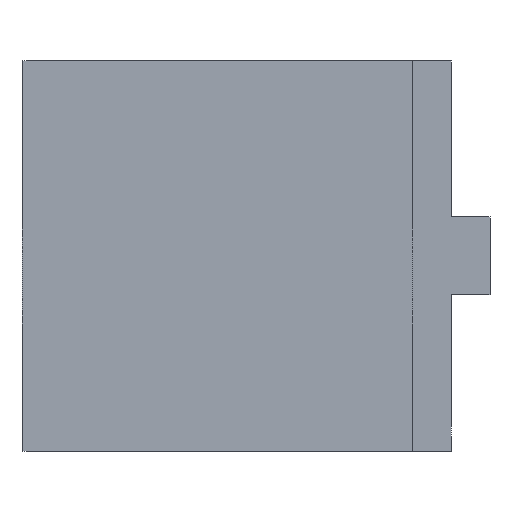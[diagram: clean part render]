
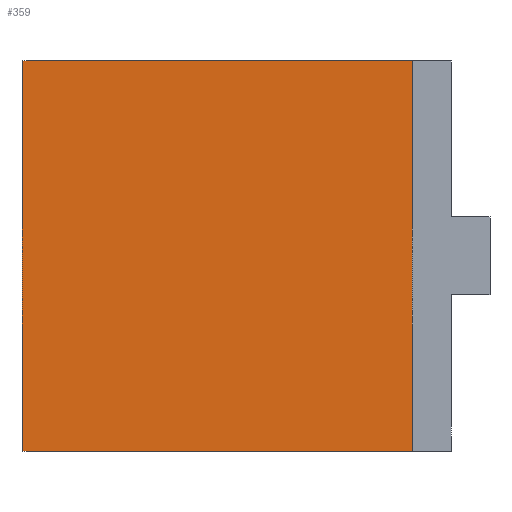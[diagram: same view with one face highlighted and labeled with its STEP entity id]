
A CAD part, front view. The second image highlights one B-rep face of the part: STEP entity #359.
In plain terms, the highlighted planar face has unit normal (0, -1, 0).
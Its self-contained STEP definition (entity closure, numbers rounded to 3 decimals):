
#31=FACE_OUTER_BOUND('',#50,.T.);
#50=EDGE_LOOP('',(#303,#304,#305,#306));
#71=LINE('',#517,#119);
#85=LINE('',#544,#133);
#98=LINE('',#571,#146);
#99=LINE('',#572,#147);
#119=VECTOR('',#423,10.);
#133=VECTOR('',#443,10.);
#146=VECTOR('',#470,10.);
#147=VECTOR('',#471,10.);
#163=VERTEX_POINT('',#514);
#164=VERTEX_POINT('',#516);
#174=VERTEX_POINT('',#542);
#181=VERTEX_POINT('',#570);
#199=EDGE_CURVE('',#163,#164,#71,.T.);
#213=EDGE_CURVE('',#163,#174,#85,.T.);
#226=EDGE_CURVE('',#181,#174,#98,.T.);
#227=EDGE_CURVE('',#164,#181,#99,.T.);
#303=ORIENTED_EDGE('',*,*,#199,.F.);
#304=ORIENTED_EDGE('',*,*,#213,.T.);
#305=ORIENTED_EDGE('',*,*,#226,.F.);
#306=ORIENTED_EDGE('',*,*,#227,.F.);
#341=PLANE('',#391);
#359=ADVANCED_FACE('',(#31),#341,.T.);
#391=AXIS2_PLACEMENT_3D('',#569,#468,#469);
#423=DIRECTION('',(-1.,0.,0.));
#443=DIRECTION('',(0.,0.,1.));
#468=DIRECTION('center_axis',(0.,-1.,0.));
#469=DIRECTION('ref_axis',(1.,0.,0.));
#470=DIRECTION('',(1.,0.,0.));
#471=DIRECTION('',(0.,0.,1.));
#514=CARTESIAN_POINT('',(-26.,13.,29.7));
#516=CARTESIAN_POINT('',(-27.,13.,29.7));
#517=CARTESIAN_POINT('',(-26.,13.,29.7));
#542=CARTESIAN_POINT('',(-26.,13.,30.7));
#544=CARTESIAN_POINT('',(-26.,13.,29.7));
#569=CARTESIAN_POINT('Origin',(-27.,13.,29.7));
#570=CARTESIAN_POINT('',(-27.,13.,30.7));
#571=CARTESIAN_POINT('',(-26.,13.,30.7));
#572=CARTESIAN_POINT('',(-27.,13.,29.7));
